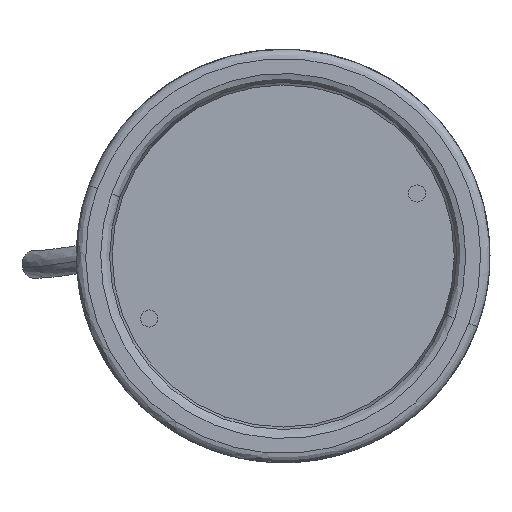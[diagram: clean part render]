
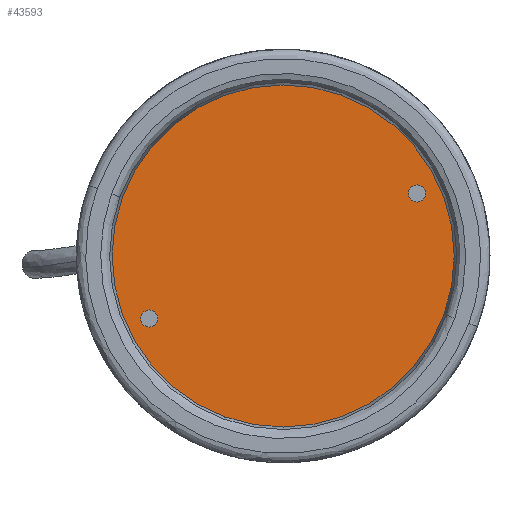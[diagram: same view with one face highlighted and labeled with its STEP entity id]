
A CAD part, front view. The second image highlights one B-rep face of the part: STEP entity #43593.
In plain terms, the highlighted planar face has unit normal (0, -1, 0).
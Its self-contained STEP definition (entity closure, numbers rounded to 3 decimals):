
#1911 = CARTESIAN_POINT ( 'NONE',  ( -110., 5.2, -110. ) ) ;
#1938 = VERTEX_POINT ( 'NONE', #26945 ) ;
#2157 = DIRECTION ( 'NONE',  ( 1., 0., 0. ) ) ;
#2704 = EDGE_CURVE ( 'NONE', #58443, #23086, #25801, .T. ) ;
#5554 = EDGE_LOOP ( 'NONE', ( #52379, #51974 ) ) ;
#6106 = DIRECTION ( 'NONE',  ( 0., -1., 0. ) ) ;
#6373 = CIRCLE ( 'NONE', #36154, 2.75 ) ;
#7863 = CARTESIAN_POINT ( 'NONE',  ( 0., 5.2, 0. ) ) ;
#10056 = EDGE_LOOP ( 'NONE', ( #34507, #45141 ) ) ;
#10721 = EDGE_CURVE ( 'NONE', #33325, #1938, #14821, .T. ) ;
#12965 = EDGE_CURVE ( 'NONE', #53028, #15771, #6373, .T. ) ;
#14208 = ORIENTED_EDGE ( 'NONE', *, *, #30120, .F. ) ;
#14821 = CIRCLE ( 'NONE', #54310, 2.75 ) ;
#15139 = CARTESIAN_POINT ( 'NONE',  ( -33.588, 5.2, -33.588 ) ) ;
#15473 = FACE_OUTER_BOUND ( 'NONE', #10056, .T. ) ;
#15771 = VERTEX_POINT ( 'NONE', #21318 ) ;
#18039 = DIRECTION ( 'NONE',  ( 0., -1., 0. ) ) ;
#18412 = AXIS2_PLACEMENT_3D ( 'NONE', #34192, #43223, #47445 ) ;
#18709 = EDGE_CURVE ( 'NONE', #15771, #53028, #39529, .T. ) ;
#19877 = CARTESIAN_POINT ( 'NONE',  ( -30.838, 5.2, -33.588 ) ) ;
#21318 = CARTESIAN_POINT ( 'NONE',  ( 30.838, 5.2, 33.588 ) ) ;
#21592 = DIRECTION ( 'NONE',  ( 0., -1., 0. ) ) ;
#23086 = VERTEX_POINT ( 'NONE', #31634 ) ;
#25801 = CIRCLE ( 'NONE', #58562, 55. ) ;
#26945 = CARTESIAN_POINT ( 'NONE',  ( -36.338, 5.2, -33.588 ) ) ;
#29003 = FACE_BOUND ( 'NONE', #5554, .T. ) ;
#30120 = EDGE_CURVE ( 'NONE', #1938, #33325, #46780, .T. ) ;
#31267 = CARTESIAN_POINT ( 'NONE',  ( 0., 5.2, 0. ) ) ;
#31634 = CARTESIAN_POINT ( 'NONE',  ( 0., 5.2, -55. ) ) ;
#33325 = VERTEX_POINT ( 'NONE', #19877 ) ;
#34192 = CARTESIAN_POINT ( 'NONE',  ( 33.588, 5.2, 33.588 ) ) ;
#34507 = ORIENTED_EDGE ( 'NONE', *, *, #59142, .T. ) ;
#35248 = DIRECTION ( 'NONE',  ( 0., 0., -1. ) ) ;
#35782 = DIRECTION ( 'NONE',  ( 0., 0., -1. ) ) ;
#36016 = AXIS2_PLACEMENT_3D ( 'NONE', #31267, #18039, #35782 ) ;
#36154 = AXIS2_PLACEMENT_3D ( 'NONE', #57500, #21592, #48119 ) ;
#38622 = DIRECTION ( 'NONE',  ( 0., 1., 0. ) ) ;
#39529 = CIRCLE ( 'NONE', #18412, 2.75 ) ;
#43121 = DIRECTION ( 'NONE',  ( 0., -1., 0. ) ) ;
#43154 = PLANE ( 'NONE',  #44770 ) ;
#43223 = DIRECTION ( 'NONE',  ( 0., -1., 0. ) ) ;
#43593 = ADVANCED_FACE ( 'NONE', ( #29003, #47372, #15473 ), #43154, .F. ) ;
#44313 = DIRECTION ( 'NONE',  ( 0., 0., 1. ) ) ;
#44770 = AXIS2_PLACEMENT_3D ( 'NONE', #1911, #38622, #44313 ) ;
#45141 = ORIENTED_EDGE ( 'NONE', *, *, #2704, .T. ) ;
#45756 = DIRECTION ( 'NONE',  ( 0., -1., 0. ) ) ;
#45937 = CARTESIAN_POINT ( 'NONE',  ( 36.338, 5.2, 33.588 ) ) ;
#46750 = CARTESIAN_POINT ( 'NONE',  ( -33.588, 5.2, -33.588 ) ) ;
#46780 = CIRCLE ( 'NONE', #54530, 2.75 ) ;
#47320 = DIRECTION ( 'NONE',  ( 1., 0., 0. ) ) ;
#47372 = FACE_BOUND ( 'NONE', #52452, .T. ) ;
#47445 = DIRECTION ( 'NONE',  ( 1., 0., 0. ) ) ;
#48119 = DIRECTION ( 'NONE',  ( 1., 0., 0. ) ) ;
#50476 = CARTESIAN_POINT ( 'NONE',  ( 0., 5.2, 55. ) ) ;
#51974 = ORIENTED_EDGE ( 'NONE', *, *, #18709, .F. ) ;
#52379 = ORIENTED_EDGE ( 'NONE', *, *, #12965, .F. ) ;
#52452 = EDGE_LOOP ( 'NONE', ( #56283, #14208 ) ) ;
#53028 = VERTEX_POINT ( 'NONE', #45937 ) ;
#54310 = AXIS2_PLACEMENT_3D ( 'NONE', #46750, #43121, #2157 ) ;
#54530 = AXIS2_PLACEMENT_3D ( 'NONE', #15139, #6106, #47320 ) ;
#56283 = ORIENTED_EDGE ( 'NONE', *, *, #10721, .F. ) ;
#56296 = CIRCLE ( 'NONE', #36016, 55. ) ;
#57500 = CARTESIAN_POINT ( 'NONE',  ( 33.588, 5.2, 33.588 ) ) ;
#58443 = VERTEX_POINT ( 'NONE', #50476 ) ;
#58562 = AXIS2_PLACEMENT_3D ( 'NONE', #7863, #45756, #35248 ) ;
#59142 = EDGE_CURVE ( 'NONE', #23086, #58443, #56296, .T. ) ;
